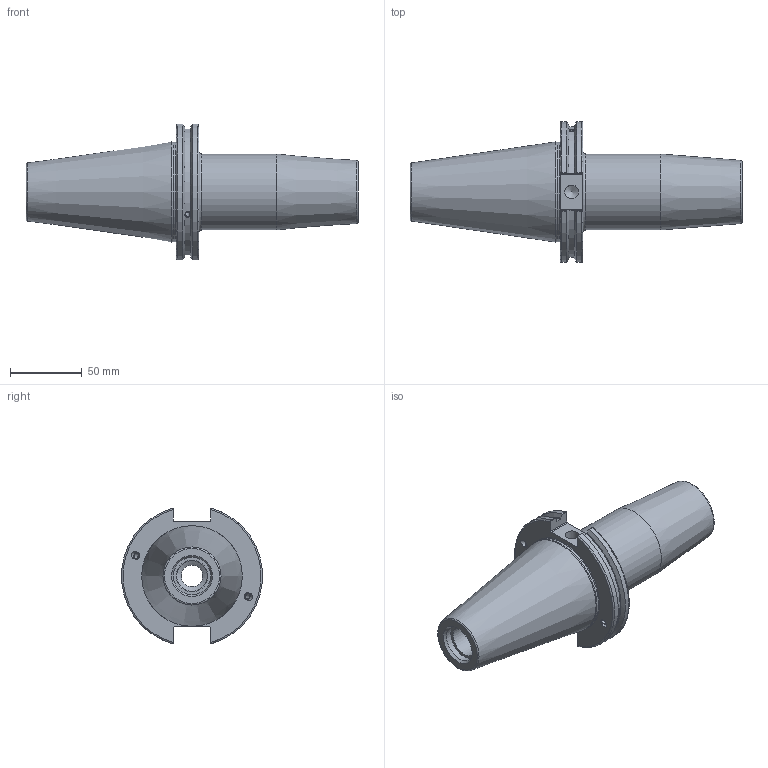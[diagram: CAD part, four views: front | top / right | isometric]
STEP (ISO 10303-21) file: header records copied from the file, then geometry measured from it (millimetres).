
FILE_DESCRIPTION(/* description */ (''),/* implementation_level */ '2;1');
FILE_NAME(/* name */ 'VL207JR.stp',/* time_stamp */ '2021-11-22T09:30:21+09:00',/* author */ ('KKK'),/* organization */ (''),/* preprocessor_version */ 'ST-DEVELOPER v18.1',/* originating_system */ 'Autodesk Inventor 2020',/* authorisation */ '');
FILE_SCHEMA (('AUTOMOTIVE_DESIGN { 1 0 10303 214 3 1 1 }'));
Length unit declared in the file: millimetre
Products named in the file (1): LO-CAT50ADB-SFH31.75CR-130
Bounding box: 231.6 x 98.06 x 94.69 mm (x, y, z)
Volume: 478501.6 mm3; surface area: 72219.8 mm2
Topology: 1 solids, 1 shells, 93 faces, 280 edges, 197 vertices
Faces by surface type: plane 38, cylinder 29, cone 17, torus 9
Full cylindrical faces by diameter (mm): 2.459 x2, 3.242 x4, 4.134 x2, 4.2 x2, 5 x2, 9.525 x1, 14.917 x1, 21.5 x1, 21.971 x1, 26.2 x1, 31.75 x1, 33 x1, 53 x1, 69.25 x1
Entity records: 3629 total; most frequent: CARTESIAN_POINT 1038, ORIENTED_EDGE 550, DIRECTION 532, EDGE_CURVE 275, AXIS2_PLACEMENT_3D 217, VERTEX_POINT 197, CIRCLE 117, EDGE_LOOP 116
